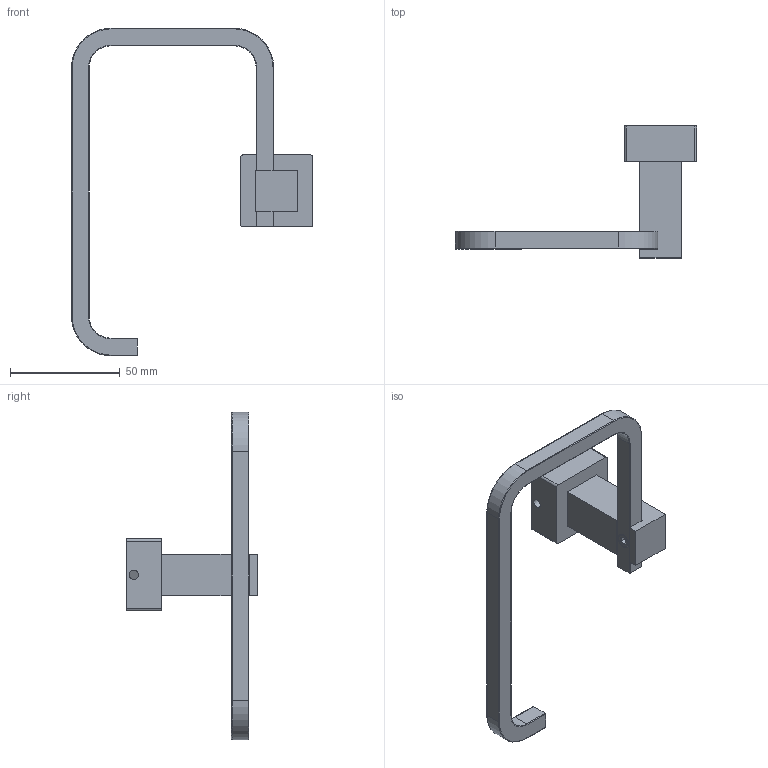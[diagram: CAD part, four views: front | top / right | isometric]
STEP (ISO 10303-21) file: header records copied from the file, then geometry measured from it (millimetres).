
FILE_DESCRIPTION (( 'STEP AP203' ), '1' );
FILE_NAME ('1586翎祧殤.STEP', '2016-07-20T00:47:25', ( '迾輿躂瑞' ), ( 'WwW.YlmF.CoM' ), 'SwSTEP 2.0', 'SolidWorks 2012', '' );
FILE_SCHEMA (( 'CONFIG_CONTROL_DESIGN' ));
Length unit declared in the file: millimetre
Products named in the file (6): 1586翎祧殤; 15翎祧像; 15畟像芛; 囀鞠褒蹟佪M4X8; 15釱; 15假蚾え
Assembly tree (5 placements, depth 2):
  1586翎祧殤
    15假蚾え
    15釱
    囀鞠褒蹟佪M4X8
    15畟像芛
    15翎祧像
Bounding box: 109.65 x 60 x 149 mm (x, y, z)
Volume: 38167.7 mm3; surface area: 24330.5 mm2
Topology: 5 solids, 5 shells, 195 faces, 502 edges, 318 vertices
Faces by surface type: cylinder 95, plane 74, torus 16, cone 8, bspline 2
Entity records: 7346 total; most frequent: CARTESIAN_POINT 1935, DIRECTION 1030, ORIENTED_EDGE 1000, EDGE_CURVE 500, AXIS2_PLACEMENT_3D 380, VERTEX_POINT 318, LINE 270, VECTOR 270
